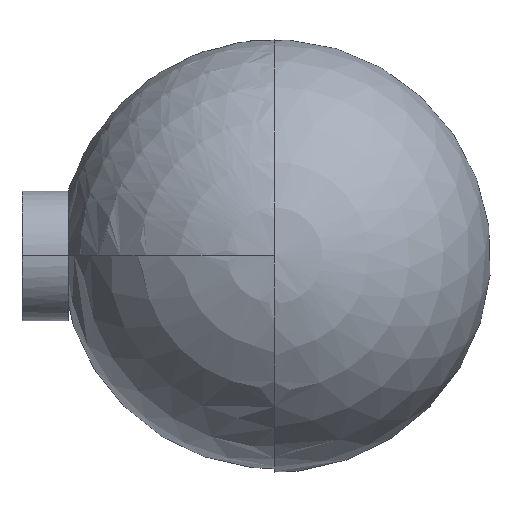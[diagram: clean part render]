
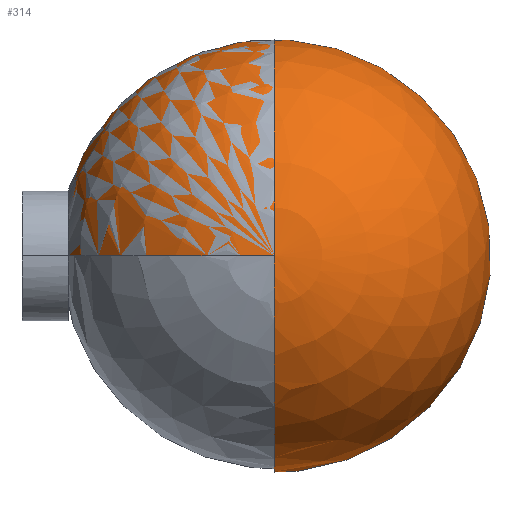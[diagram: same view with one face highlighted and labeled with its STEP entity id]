
A CAD part, top view. The second image highlights one B-rep face of the part: STEP entity #314.
In plain terms, the highlighted spherical face has radius 60 mm.
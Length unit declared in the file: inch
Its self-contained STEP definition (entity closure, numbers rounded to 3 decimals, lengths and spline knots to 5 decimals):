
#169=AXIS2_PLACEMENT_3D('Circle Axis2P3D',#167,#168,$) ;
#176=AXIS2_PLACEMENT_3D('Circle Axis2P3D',#174,#175,$) ;
#247=AXIS2_PLACEMENT_3D('Sphere Axis2P3D',#244,#245,#246) ;
#66=CARTESIAN_POINT('Vertex',(9.84252,0.,2.3622)) ;
#68=CARTESIAN_POINT('Vertex',(9.84252,0.,-2.3622)) ;
#72=CARTESIAN_POINT('Control Point',(9.84252,0.,-2.3622)) ;
#73=CARTESIAN_POINT('Control Point',(9.84252,-0.2241,-2.3622)) ;
#74=CARTESIAN_POINT('Control Point',(9.84252,-0.44819,-2.33563)) ;
#75=CARTESIAN_POINT('Control Point',(9.84252,-0.6681,-2.28248)) ;
#76=CARTESIAN_POINT('Control Point',(9.84252,-1.09108,-2.12504)) ;
#77=CARTESIAN_POINT('Control Point',(9.84252,-1.46552,-1.87305)) ;
#78=CARTESIAN_POINT('Control Point',(9.84252,-1.63686,-1.72532)) ;
#79=CARTESIAN_POINT('Control Point',(9.84252,-1.94124,-1.39207)) ;
#80=CARTESIAN_POINT('Control Point',(9.84252,-2.15923,-0.99687)) ;
#81=CARTESIAN_POINT('Control Point',(9.84252,-2.24419,-0.78719)) ;
#82=CARTESIAN_POINT('Control Point',(9.84252,-2.36275,-0.35171)) ;
#83=CARTESIAN_POINT('Control Point',(9.84252,-2.37617,0.09942)) ;
#84=CARTESIAN_POINT('Control Point',(9.84252,-2.35597,0.32476)) ;
#85=CARTESIAN_POINT('Control Point',(9.84252,-2.26253,0.76631)) ;
#86=CARTESIAN_POINT('Control Point',(9.84252,-2.06841,1.17377)) ;
#87=CARTESIAN_POINT('Control Point',(9.84252,-1.94752,1.365)) ;
#88=CARTESIAN_POINT('Control Point',(9.84252,-1.66272,1.71512)) ;
#89=CARTESIAN_POINT('Control Point',(9.84252,-1.30392,1.98893)) ;
#90=CARTESIAN_POINT('Control Point',(9.84252,-1.10904,2.10383)) ;
#91=CARTESIAN_POINT('Control Point',(9.84252,-0.77364,2.25103)) ;
#92=CARTESIAN_POINT('Control Point',(9.84252,-0.41786,2.33126)) ;
#93=CARTESIAN_POINT('Control Point',(9.84252,-0.27925,2.35189)) ;
#94=CARTESIAN_POINT('Control Point',(9.84252,-0.13963,2.3622)) ;
#95=CARTESIAN_POINT('Control Point',(9.84252,0.,2.3622)) ;
#167=CARTESIAN_POINT('Axis2P3D Location',(9.84252,0.,0.)) ;
#171=CARTESIAN_POINT('Vertex',(7.58912,0.,0.70866)) ;
#174=CARTESIAN_POINT('Axis2P3D Location',(9.84252,0.,0.)) ;
#178=CARTESIAN_POINT('Vertex',(7.58912,0.,-0.70866)) ;
#244=CARTESIAN_POINT('Axis2P3D Location',(9.84252,0.,0.)) ;
#250=CARTESIAN_POINT('Control Point',(7.58912,0.,0.70866)) ;
#251=CARTESIAN_POINT('Control Point',(7.58912,-0.06521,0.70866)) ;
#252=CARTESIAN_POINT('Control Point',(7.58909,-0.13036,0.70108)) ;
#253=CARTESIAN_POINT('Control Point',(7.58912,-0.19457,0.68616)) ;
#254=CARTESIAN_POINT('Control Point',(7.58913,-0.31801,0.64178)) ;
#255=CARTESIAN_POINT('Control Point',(7.58912,-0.42883,0.56987)) ;
#256=CARTESIAN_POINT('Control Point',(7.58911,-0.47975,0.52773)) ;
#257=CARTESIAN_POINT('Control Point',(7.58913,-0.55949,0.4445)) ;
#258=CARTESIAN_POINT('Control Point',(7.58912,-0.62092,0.34683)) ;
#259=CARTESIAN_POINT('Control Point',(7.58911,-0.64352,0.30278)) ;
#260=CARTESIAN_POINT('Control Point',(7.58909,-0.66813,0.24233)) ;
#261=CARTESIAN_POINT('Control Point',(7.58915,-0.68587,0.1797)) ;
#262=CARTESIAN_POINT('Control Point',(7.58918,-0.69,0.16354)) ;
#263=CARTESIAN_POINT('Control Point',(7.58922,-0.69639,0.13496)) ;
#264=CARTESIAN_POINT('Control Point',(7.58921,-0.70114,0.10609)) ;
#265=CARTESIAN_POINT('Control Point',(7.5892,-0.70299,0.09287)) ;
#266=CARTESIAN_POINT('Control Point',(7.58904,-0.70486,0.0727)) ;
#267=CARTESIAN_POINT('Control Point',(7.58877,-0.70566,0.05243)) ;
#268=CARTESIAN_POINT('Control Point',(7.58868,-0.70579,0.04656)) ;
#269=CARTESIAN_POINT('Control Point',(7.58843,-0.70639,0.02244)) ;
#270=CARTESIAN_POINT('Control Point',(7.58847,-0.70691,-0.0017)) ;
#271=CARTESIAN_POINT('Control Point',(7.58864,-0.70719,-0.01887)) ;
#272=CARTESIAN_POINT('Control Point',(7.58917,-0.70737,-0.05261)) ;
#273=CARTESIAN_POINT('Control Point',(7.58981,-0.70589,-0.08624)) ;
#274=CARTESIAN_POINT('Control Point',(7.59011,-0.70449,-0.10387)) ;
#275=CARTESIAN_POINT('Control Point',(7.59023,-0.70081,-0.12838)) ;
#276=CARTESIAN_POINT('Control Point',(7.58984,-0.6945,-0.15234)) ;
#277=CARTESIAN_POINT('Control Point',(7.58965,-0.6921,-0.16032)) ;
#278=CARTESIAN_POINT('Control Point',(7.58935,-0.68848,-0.17122)) ;
#279=CARTESIAN_POINT('Control Point',(7.58909,-0.68478,-0.18213)) ;
#280=CARTESIAN_POINT('Control Point',(7.58903,-0.68377,-0.18513)) ;
#281=CARTESIAN_POINT('Control Point',(7.58874,-0.67787,-0.20316)) ;
#282=CARTESIAN_POINT('Control Point',(7.58884,-0.67252,-0.22138)) ;
#283=CARTESIAN_POINT('Control Point',(7.5889,-0.6676,-0.2364)) ;
#284=CARTESIAN_POINT('Control Point',(7.58899,-0.65958,-0.25869)) ;
#285=CARTESIAN_POINT('Control Point',(7.58906,-0.65062,-0.28059)) ;
#286=CARTESIAN_POINT('Control Point',(7.58909,-0.64753,-0.28784)) ;
#287=CARTESIAN_POINT('Control Point',(7.58915,-0.63477,-0.31636)) ;
#288=CARTESIAN_POINT('Control Point',(7.58916,-0.62033,-0.34409)) ;
#289=CARTESIAN_POINT('Control Point',(7.58923,-0.60886,-0.36443)) ;
#290=CARTESIAN_POINT('Control Point',(7.58919,-0.58767,-0.39769)) ;
#291=CARTESIAN_POINT('Control Point',(7.58909,-0.56409,-0.42925)) ;
#292=CARTESIAN_POINT('Control Point',(7.58909,-0.55393,-0.44226)) ;
#293=CARTESIAN_POINT('Control Point',(7.58909,-0.52325,-0.47938)) ;
#294=CARTESIAN_POINT('Control Point',(7.58911,-0.4896,-0.51378)) ;
#295=CARTESIAN_POINT('Control Point',(7.58915,-0.46488,-0.53644)) ;
#296=CARTESIAN_POINT('Control Point',(7.58923,-0.42778,-0.56676)) ;
#297=CARTESIAN_POINT('Control Point',(7.58916,-0.38817,-0.59336)) ;
#298=CARTESIAN_POINT('Control Point',(7.58911,-0.37517,-0.60149)) ;
#299=CARTESIAN_POINT('Control Point',(7.58902,-0.34022,-0.62214)) ;
#300=CARTESIAN_POINT('Control Point',(7.58904,-0.3041,-0.64054)) ;
#301=CARTESIAN_POINT('Control Point',(7.58909,-0.28201,-0.65074)) ;
#302=CARTESIAN_POINT('Control Point',(7.58919,-0.21437,-0.67829)) ;
#303=CARTESIAN_POINT('Control Point',(7.58916,-0.14373,-0.69656)) ;
#304=CARTESIAN_POINT('Control Point',(7.58902,-0.09603,-0.70429)) ;
#305=CARTESIAN_POINT('Control Point',(7.58912,-0.04802,-0.70866)) ;
#306=CARTESIAN_POINT('Control Point',(7.58912,0.,-0.70866)) ;
#168=DIRECTION('Axis2P3D Direction',(0.,0.039,-0.)) ;
#175=DIRECTION('Axis2P3D Direction',(0.,0.039,-0.)) ;
#245=DIRECTION('Axis2P3D Direction',(0.,0.,0.039)) ;
#246=DIRECTION('Axis2P3D XDirection',(-0.039,0.,0.)) ;
#309=ORIENTED_EDGE('',*,*,#180,.T.) ;
#310=ORIENTED_EDGE('',*,*,#96,.T.) ;
#311=ORIENTED_EDGE('',*,*,#173,.T.) ;
#312=ORIENTED_EDGE('',*,*,#307,.T.) ;
#314=ADVANCED_FACE('*VOL5',(#313),#248,.T.) ;
#71=B_SPLINE_CURVE_WITH_KNOTS('',5,(#72,#73,#74,#75,#76,#77,#78,#79,#80,#81,#82,#83,#84,#85,#86,#87,#88,#89,#90,#91,#92,#93,#94,#95),.UNSPECIFIED.,.F.,.U.,(6,3,3,3,3,3,3,6),(0.,42.0351,84.07021,126.10531,168.14042,210.17552,252.21063,278.40111),.UNSPECIFIED.) ;
#249=B_SPLINE_CURVE_WITH_KNOTS('',5,(#250,#251,#252,#253,#254,#255,#256,#257,#258,#259,#260,#261,#262,#263,#264,#265,#266,#267,#268,#269,#270,#271,#272,#273,#274,#275,#276,#277,#278,#279,#280,#281,#282,#283,#284,#285,#286,#287,#288,#289,#290,#291,#292,#293,#294,#295,#296,#297,#298,#299,#300,#301,#302,#303,#304,#305,#306),.UNSPECIFIED.,.F.,.U.,(6,3,3,3,3,3,3,3,3,3,3,3,3,3,3,3,3,3,6),(0.,12.01035,23.88073,32.71085,35.57794,37.97359,39.22471,42.30668,45.28195,46.78157,47.35057,50.18831,51.60727,55.80764,58.70193,64.48812,67.37035,71.87556,80.72164),.UNSPECIFIED.) ;
#170=CIRCLE('generated circle',#169,2.3622) ;
#177=CIRCLE('generated circle',#176,2.3622) ;
#96=EDGE_CURVE('',#69,#67,#71,.T.) ;
#173=EDGE_CURVE('',#67,#172,#170,.F.) ;
#180=EDGE_CURVE('',#179,#69,#177,.F.) ;
#307=EDGE_CURVE('',#172,#179,#249,.T.) ;
#308=EDGE_LOOP('',(#309,#310,#311,#312)) ;
#313=FACE_OUTER_BOUND('',#308,.T.) ;
#248=SPHERICAL_SURFACE('',#247,2.3622) ;
#67=VERTEX_POINT('',#66) ;
#69=VERTEX_POINT('',#68) ;
#172=VERTEX_POINT('',#171) ;
#179=VERTEX_POINT('',#178) ;
